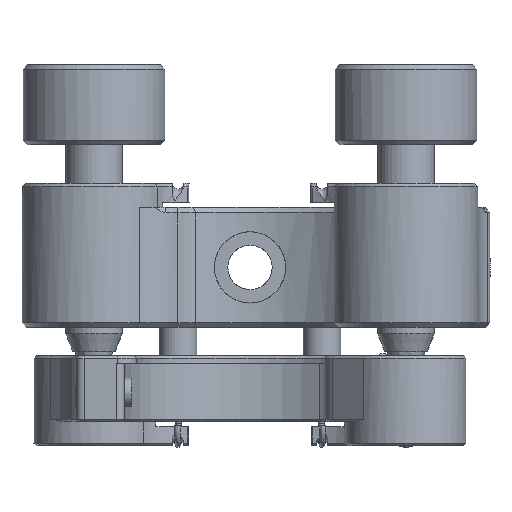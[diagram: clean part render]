
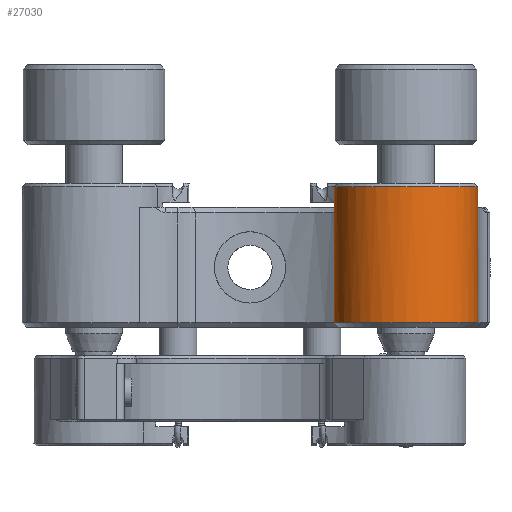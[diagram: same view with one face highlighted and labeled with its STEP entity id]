
A CAD part, left-side view. The second image highlights one B-rep face of the part: STEP entity #27030.
In plain terms, the highlighted cylindrical face has radius 7.62 mm (diameter 15.24 mm), a partial arc.
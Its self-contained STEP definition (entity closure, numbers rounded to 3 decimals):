
#89 = EDGE_CURVE ( 'NONE', #37250, #40178, #51679, .T. ) ;
#282 = CARTESIAN_POINT ( 'NONE',  ( -36.859, 4.494, 38.202 ) ) ;
#806 = DIRECTION ( 'NONE',  ( 0., -1., 0. ) ) ;
#2035 = EDGE_CURVE ( 'NONE', #29170, #27580, #41493, .T. ) ;
#2494 = CARTESIAN_POINT ( 'NONE',  ( -36.859, 12.114, 38.202 ) ) ;
#4441 = DIRECTION ( 'NONE',  ( 0., 0., 1. ) ) ;
#5784 = ORIENTED_EDGE ( 'NONE', *, *, #14887, .T. ) ;
#6588 = EDGE_CURVE ( 'NONE', #29170, #17406, #55480, .T. ) ;
#6696 = DIRECTION ( 'NONE',  ( 0., -1., 0. ) ) ;
#7683 = DIRECTION ( 'NONE',  ( 0., 0., 1. ) ) ;
#8831 = CARTESIAN_POINT ( 'NONE',  ( -36.859, 4.494, 26.01 ) ) ;
#9270 = CARTESIAN_POINT ( 'NONE',  ( -36.859, 12.114, 40.361 ) ) ;
#9884 = ORIENTED_EDGE ( 'NONE', *, *, #89, .T. ) ;
#10918 = EDGE_CURVE ( 'NONE', #40178, #48022, #23269, .T. ) ;
#13149 = ORIENTED_EDGE ( 'NONE', *, *, #6588, .T. ) ;
#14887 = EDGE_CURVE ( 'NONE', #48022, #36699, #24118, .T. ) ;
#15334 = DIRECTION ( 'NONE',  ( 0., 0., -1. ) ) ;
#16835 = CARTESIAN_POINT ( 'NONE',  ( -36.859, 12.114, 26.01 ) ) ;
#16889 = VECTOR ( 'NONE', #4441, 1000. ) ;
#17406 = VERTEX_POINT ( 'NONE', #282 ) ;
#17863 = CARTESIAN_POINT ( 'NONE',  ( -30.169, 15.762, 38.202 ) ) ;
#18972 = DIRECTION ( 'NONE',  ( 0., -1., 0. ) ) ;
#20170 = CARTESIAN_POINT ( 'NONE',  ( -36.859, 12.114, 38.202 ) ) ;
#22718 = CARTESIAN_POINT ( 'NONE',  ( -32.056, 18.03, 40.742 ) ) ;
#22955 = CARTESIAN_POINT ( 'NONE',  ( -36.859, 12.114, 40.742 ) ) ;
#23269 = LINE ( 'NONE', #38108, #50819 ) ;
#24118 = CIRCLE ( 'NONE', #29278, 7.62 ) ;
#24129 = VERTEX_POINT ( 'NONE', #33797 ) ;
#27030 = ADVANCED_FACE ( 'NONE', ( #48125 ), #32628, .T. ) ;
#27374 = AXIS2_PLACEMENT_3D ( 'NONE', #22955, #42647, #57475 ) ;
#27571 = LINE ( 'NONE', #22718, #41888 ) ;
#27580 = VERTEX_POINT ( 'NONE', #31916 ) ;
#27884 = DIRECTION ( 'NONE',  ( 0., 0., -1. ) ) ;
#28170 = VECTOR ( 'NONE', #7683, 1000. ) ;
#28952 = CARTESIAN_POINT ( 'NONE',  ( -30.169, 8.466, 40.361 ) ) ;
#28981 = EDGE_CURVE ( 'NONE', #36699, #27580, #27571, .T. ) ;
#29170 = VERTEX_POINT ( 'NONE', #8831 ) ;
#29278 = AXIS2_PLACEMENT_3D ( 'NONE', #2494, #47339, #6696 ) ;
#31118 = AXIS2_PLACEMENT_3D ( 'NONE', #9270, #63486, #18972 ) ;
#31166 = AXIS2_PLACEMENT_3D ( 'NONE', #16835, #56175, #36811 ) ;
#31402 = ORIENTED_EDGE ( 'NONE', *, *, #35685, .F. ) ;
#31916 = CARTESIAN_POINT ( 'NONE',  ( -32.056, 18.03, 26.01 ) ) ;
#32319 = ORIENTED_EDGE ( 'NONE', *, *, #2035, .F. ) ;
#32628 = CYLINDRICAL_SURFACE ( 'NONE', #27374, 7.62 ) ;
#33797 = CARTESIAN_POINT ( 'NONE',  ( -30.169, 8.466, 38.202 ) ) ;
#35685 = EDGE_CURVE ( 'NONE', #24129, #17406, #48111, .T. ) ;
#36409 = CARTESIAN_POINT ( 'NONE',  ( -30.169, 15.762, 40.361 ) ) ;
#36699 = VERTEX_POINT ( 'NONE', #45461 ) ;
#36811 = DIRECTION ( 'NONE',  ( 0., 1., 0. ) ) ;
#37250 = VERTEX_POINT ( 'NONE', #28952 ) ;
#38108 = CARTESIAN_POINT ( 'NONE',  ( -30.169, 15.762, 40.742 ) ) ;
#38328 = CARTESIAN_POINT ( 'NONE',  ( -30.169, 8.466, 40.742 ) ) ;
#39615 = LINE ( 'NONE', #38328, #16889 ) ;
#40136 = ORIENTED_EDGE ( 'NONE', *, *, #41172, .T. ) ;
#40178 = VERTEX_POINT ( 'NONE', #36409 ) ;
#41172 = EDGE_CURVE ( 'NONE', #24129, #37250, #39615, .T. ) ;
#41493 = CIRCLE ( 'NONE', #31166, 7.62 ) ;
#41888 = VECTOR ( 'NONE', #27884, 1000. ) ;
#42647 = DIRECTION ( 'NONE',  ( 0., 0., -1. ) ) ;
#45461 = CARTESIAN_POINT ( 'NONE',  ( -32.056, 18.03, 38.202 ) ) ;
#47339 = DIRECTION ( 'NONE',  ( 0., 0., 1. ) ) ;
#47810 = ORIENTED_EDGE ( 'NONE', *, *, #28981, .T. ) ;
#48022 = VERTEX_POINT ( 'NONE', #17863 ) ;
#48111 = CIRCLE ( 'NONE', #57347, 7.62 ) ;
#48125 = FACE_OUTER_BOUND ( 'NONE', #56755, .T. ) ;
#50569 = ORIENTED_EDGE ( 'NONE', *, *, #10918, .T. ) ;
#50819 = VECTOR ( 'NONE', #52938, 1000. ) ;
#51679 = CIRCLE ( 'NONE', #31118, 7.62 ) ;
#52938 = DIRECTION ( 'NONE',  ( 0., 0., -1. ) ) ;
#55480 = LINE ( 'NONE', #57053, #28170 ) ;
#56175 = DIRECTION ( 'NONE',  ( 0., 0., -1. ) ) ;
#56755 = EDGE_LOOP ( 'NONE', ( #47810, #32319, #13149, #31402, #40136, #9884, #50569, #5784 ) ) ;
#57053 = CARTESIAN_POINT ( 'NONE',  ( -36.859, 4.494, 40.742 ) ) ;
#57347 = AXIS2_PLACEMENT_3D ( 'NONE', #20170, #15334, #806 ) ;
#57475 = DIRECTION ( 'NONE',  ( 0., -1., 0. ) ) ;
#63486 = DIRECTION ( 'NONE',  ( 0., 0., -1. ) ) ;
